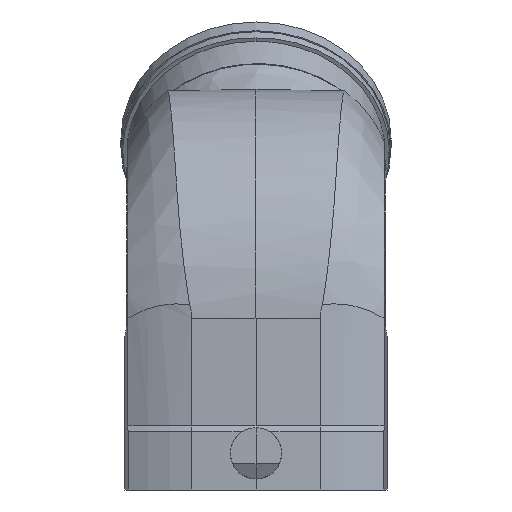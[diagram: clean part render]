
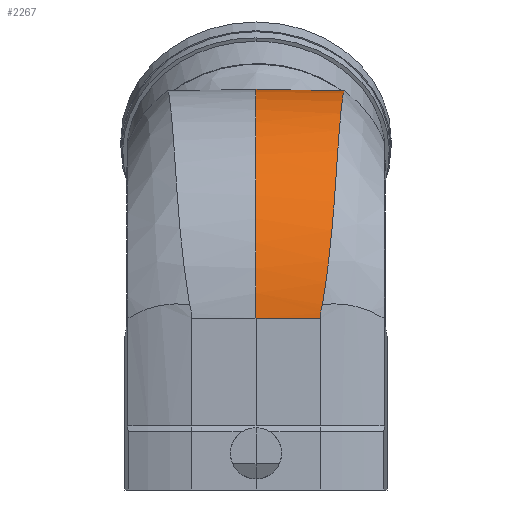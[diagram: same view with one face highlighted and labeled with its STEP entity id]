
A CAD part, left-side view. The second image highlights one B-rep face of the part: STEP entity #2267.
In plain terms, the highlighted free-form (B-spline) face has degree [1, 3] with [2, 13] control points.
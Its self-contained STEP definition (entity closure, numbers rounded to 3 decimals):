
#2002=B_SPLINE_SURFACE_WITH_KNOTS('',1,3,((#17080,#17081,#17082,#17083,
#17084,#17085,#17086,#17087,#17088,#17089,#17090,#17091,#17092),(#17093,
#17094,#17095,#17096,#17097,#17098,#17099,#17100,#17101,#17102,#17103,#17104,
#17105)),.UNSPECIFIED.,.F.,.F.,.F.,(2,2),(4,3,2,2,2,4),(0.,1.),(0.,0.192,
0.394,0.596,0.798,1.),.UNSPECIFIED.);
#2267=ADVANCED_FACE('',(#2816),#2002,.T.);
#2816=FACE_OUTER_BOUND('',#3126,.T.);
#3126=EDGE_LOOP('',(#3686,#3687,#3688,#3689,#3690,#3691,#3692));
#3686=ORIENTED_EDGE('',*,*,#5921,.F.);
#3687=ORIENTED_EDGE('',*,*,#5985,.T.);
#3688=ORIENTED_EDGE('',*,*,#5986,.T.);
#3689=ORIENTED_EDGE('',*,*,#5987,.F.);
#3690=ORIENTED_EDGE('',*,*,#5988,.F.);
#3691=ORIENTED_EDGE('',*,*,#5989,.F.);
#3692=ORIENTED_EDGE('',*,*,#5990,.F.);
#5329=VERTEX_POINT('',#16664);
#5330=VERTEX_POINT('',#16675);
#5379=VERTEX_POINT('',#17042);
#5380=VERTEX_POINT('',#17044);
#5381=VERTEX_POINT('',#17049);
#5382=VERTEX_POINT('',#17054);
#5383=VERTEX_POINT('',#17073);
#5921=EDGE_CURVE('',#5329,#5330,#7125,.T.);
#5985=EDGE_CURVE('',#5329,#5379,#7156,.T.);
#5986=EDGE_CURVE('',#5379,#5380,#9195,.T.);
#5987=EDGE_CURVE('',#5381,#5380,#7157,.T.);
#5988=EDGE_CURVE('',#5382,#5381,#7158,.T.);
#5989=EDGE_CURVE('',#5383,#5382,#7159,.T.);
#5990=EDGE_CURVE('',#5330,#5383,#7160,.T.);
#7125=B_SPLINE_CURVE_WITH_KNOTS('',3,(#16665,#16666,#16667,#16668,#16669,
#16670,#16671,#16672,#16673,#16674),.UNSPECIFIED.,.F.,.F.,(4,2,2,2,4),(0.,
0.25,0.5,0.75,1.),.UNSPECIFIED.);
#7156=B_SPLINE_CURVE_WITH_KNOTS('',3,(#17030,#17031,#17032,#17033,#17034,
#17035,#17036,#17037,#17038,#17039,#17040,#17041),.UNSPECIFIED.,.F.,.F.,
(4,2,2,2,2,4),(0.,0.096,0.322,0.548,
0.774,1.),.UNSPECIFIED.);
#7157=B_SPLINE_CURVE_WITH_KNOTS('',3,(#17045,#17046,#17047,#17048),
 .UNSPECIFIED.,.F.,.F.,(4,4),(0.,1.),.UNSPECIFIED.);
#7158=B_SPLINE_CURVE_WITH_KNOTS('',3,(#17050,#17051,#17052,#17053),
 .UNSPECIFIED.,.F.,.F.,(4,4),(0.,1.),.UNSPECIFIED.);
#7159=B_SPLINE_CURVE_WITH_KNOTS('',3,(#17055,#17056,#17057,#17058,#17059,
#17060,#17061,#17062,#17063,#17064,#17065,#17066,#17067,#17068,#17069,#17070,
#17071,#17072),.UNSPECIFIED.,.F.,.F.,(4,2,2,2,2,2,2,2,4),(0.,0.125,0.25,
0.375,0.5,0.625,0.75,0.875,1.),.UNSPECIFIED.);
#7160=B_SPLINE_CURVE_WITH_KNOTS('',3,(#17074,#17075,#17076,#17077,#17078,
#17079),.UNSPECIFIED.,.F.,.F.,(4,2,4),(0.,0.5,1.),.UNSPECIFIED.);
#9195=LINE('',#17043,#9980);
#9980=VECTOR('',#13042,1.);
#13042=DIRECTION('',(0.017,-1.,0.));
#16664=CARTESIAN_POINT('',(6.089,0.,58.096));
#16665=CARTESIAN_POINT('',(6.089,0.,58.096));
#16666=CARTESIAN_POINT('',(6.06,-1.416,58.076));
#16667=CARTESIAN_POINT('',(6.226,-2.8,58.023));
#16668=CARTESIAN_POINT('',(6.898,-5.51,57.842));
#16669=CARTESIAN_POINT('',(7.413,-6.844,57.711));
#16670=CARTESIAN_POINT('',(8.658,-9.33,57.362));
#16671=CARTESIAN_POINT('',(9.388,-10.493,57.145));
#16672=CARTESIAN_POINT('',(11.001,-12.694,56.596));
#16673=CARTESIAN_POINT('',(11.892,-13.741,56.262));
#16674=CARTESIAN_POINT('',(12.823,-14.707,55.865));
#16675=CARTESIAN_POINT('',(12.823,-14.707,55.865));
#17030=CARTESIAN_POINT('',(6.089,0.,58.096));
#17031=CARTESIAN_POINT('',(4.078,0.,58.463));
#17032=CARTESIAN_POINT('',(2.039,0.,58.65));
#17033=CARTESIAN_POINT('',(-4.778,0.,58.65));
#17034=CARTESIAN_POINT('',(-9.554,0.,57.626));
#17035=CARTESIAN_POINT('',(-18.382,0.,53.683));
#17036=CARTESIAN_POINT('',(-22.431,0.,50.767));
#17037=CARTESIAN_POINT('',(-29.188,0.,43.482));
#17038=CARTESIAN_POINT('',(-31.893,0.,39.117));
#17039=CARTESIAN_POINT('',(-35.55,0.,29.6));
#17040=CARTESIAN_POINT('',(-36.5,0.,24.451));
#17041=CARTESIAN_POINT('',(-36.5,0.,19.3));
#17042=CARTESIAN_POINT('',(-36.5,0.,19.3));
#17043=CARTESIAN_POINT('',(-36.5,0.,19.3));
#17044=CARTESIAN_POINT('',(-36.308,-11.,19.3));
#17045=CARTESIAN_POINT('',(-36.296,-11.065,20.234));
#17046=CARTESIAN_POINT('',(-36.3,-11.044,19.923));
#17047=CARTESIAN_POINT('',(-36.304,-11.022,19.611));
#17048=CARTESIAN_POINT('',(-36.308,-11.,19.3));
#17049=CARTESIAN_POINT('',(-36.296,-11.065,20.234));
#17050=CARTESIAN_POINT('',(-36.233,-11.411,21.682));
#17051=CARTESIAN_POINT('',(-36.262,-11.256,21.215));
#17052=CARTESIAN_POINT('',(-36.284,-11.135,20.734));
#17053=CARTESIAN_POINT('',(-36.296,-11.065,20.234));
#17054=CARTESIAN_POINT('',(-36.233,-11.411,21.682));
#17055=CARTESIAN_POINT('',(0.,-15.187,58.385));
#17056=CARTESIAN_POINT('',(-2.377,-15.101,58.386));
#17057=CARTESIAN_POINT('',(-4.782,-15.022,58.127));
#17058=CARTESIAN_POINT('',(-9.414,-14.852,57.132));
#17059=CARTESIAN_POINT('',(-11.658,-14.765,56.401));
#17060=CARTESIAN_POINT('',(-16.,-14.552,54.472));
#17061=CARTESIAN_POINT('',(-18.089,-14.435,53.27));
#17062=CARTESIAN_POINT('',(-21.93,-14.214,50.531));
#17063=CARTESIAN_POINT('',(-23.711,-14.105,48.983));
#17064=CARTESIAN_POINT('',(-26.992,-13.862,45.529));
#17065=CARTESIAN_POINT('',(-28.466,-13.735,43.643));
#17066=CARTESIAN_POINT('',(-31.028,-13.472,39.686));
#17067=CARTESIAN_POINT('',(-32.131,-13.327,37.599));
#17068=CARTESIAN_POINT('',(-33.977,-12.917,33.215));
#17069=CARTESIAN_POINT('',(-34.701,-12.678,30.948));
#17070=CARTESIAN_POINT('',(-35.756,-12.129,26.368));
#17071=CARTESIAN_POINT('',(-36.092,-11.804,24.042));
#17072=CARTESIAN_POINT('',(-36.233,-11.411,21.682));
#17073=CARTESIAN_POINT('',(0.,-15.187,58.385));
#17074=CARTESIAN_POINT('',(12.823,-14.707,55.865));
#17075=CARTESIAN_POINT('',(10.775,-14.803,56.697));
#17076=CARTESIAN_POINT('',(8.681,-14.88,57.322));
#17077=CARTESIAN_POINT('',(4.404,-15.035,58.166));
#17078=CARTESIAN_POINT('',(2.2,-15.107,58.386));
#17079=CARTESIAN_POINT('',(0.,-15.187,58.385));
#17080=CARTESIAN_POINT('',(13.211,-15.278,55.693));
#17081=CARTESIAN_POINT('',(9.013,-15.278,57.465));
#17082=CARTESIAN_POINT('',(4.507,-15.278,58.383));
#17083=CARTESIAN_POINT('',(0.,-15.278,58.383));
#17084=CARTESIAN_POINT('',(-4.74,-15.278,58.383));
#17085=CARTESIAN_POINT('',(-9.479,-15.278,57.367));
#17086=CARTESIAN_POINT('',(-18.24,-15.278,53.455));
#17087=CARTESIAN_POINT('',(-22.259,-15.278,50.56));
#17088=CARTESIAN_POINT('',(-28.969,-15.278,43.327));
#17089=CARTESIAN_POINT('',(-31.656,-15.278,38.991));
#17090=CARTESIAN_POINT('',(-35.289,-15.278,29.535));
#17091=CARTESIAN_POINT('',(-36.233,-15.278,24.419));
#17092=CARTESIAN_POINT('',(-36.233,-15.278,19.3));
#17093=CARTESIAN_POINT('',(13.315,0.,55.938));
#17094=CARTESIAN_POINT('',(9.084,0.,57.724));
#17095=CARTESIAN_POINT('',(4.543,0.,58.65));
#17096=CARTESIAN_POINT('',(0.,0.,58.65));
#17097=CARTESIAN_POINT('',(-4.778,0.,58.65));
#17098=CARTESIAN_POINT('',(-9.554,0.,57.626));
#17099=CARTESIAN_POINT('',(-18.382,0.,53.683));
#17100=CARTESIAN_POINT('',(-22.431,0.,50.767));
#17101=CARTESIAN_POINT('',(-29.188,0.,43.482));
#17102=CARTESIAN_POINT('',(-31.893,0.,39.117));
#17103=CARTESIAN_POINT('',(-35.55,0.,29.6));
#17104=CARTESIAN_POINT('',(-36.5,0.,24.451));
#17105=CARTESIAN_POINT('',(-36.5,0.,19.3));
